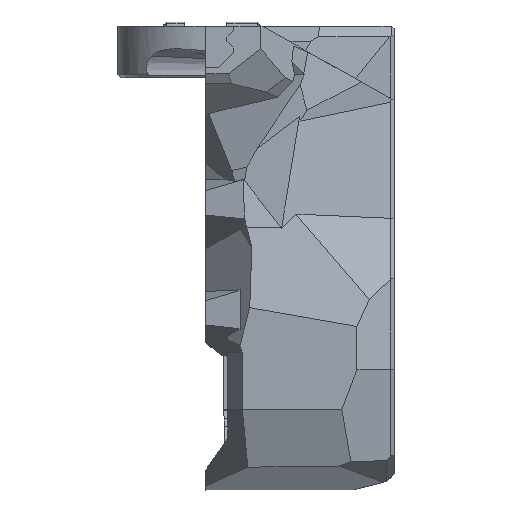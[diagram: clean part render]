
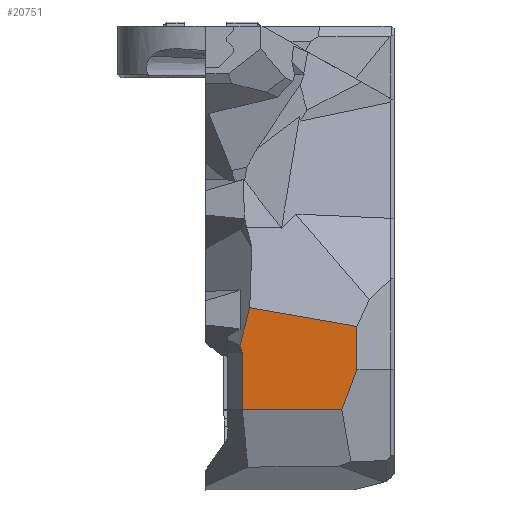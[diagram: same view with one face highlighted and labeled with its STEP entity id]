
A CAD part, left-side view. The second image highlights one B-rep face of the part: STEP entity #20751.
In plain terms, the highlighted planar face has unit normal (-0.999, 0.047, 0).
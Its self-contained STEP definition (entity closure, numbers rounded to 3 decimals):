
#17633=CARTESIAN_POINT('',(-34.22,-5.336,5.768));
#17634=VERTEX_POINT('',#17633);
#17873=CARTESIAN_POINT('',(-35.006,-21.999,11.587));
#17874=VERTEX_POINT('',#17873);
#17881=CARTESIAN_POINT('',(-34.902,-19.801,5.768));
#17882=VERTEX_POINT('',#17881);
#17883=CARTESIAN_POINT('',(-34.902,-19.801,5.768));
#17884=DIRECTION('',(-0.017,-0.353,0.935));
#17885=VECTOR('',#17884,6.221);
#17886=LINE('',#17883,#17885);
#17887=EDGE_CURVE('',#17882,#17874,#17886,.T.);
#17910=CARTESIAN_POINT('',(-34.22,-5.336,5.768));
#17911=DIRECTION('',(-0.047,-0.999,0.));
#17912=VECTOR('',#17911,14.481);
#17913=LINE('',#17910,#17912);
#17914=EDGE_CURVE('',#17634,#17882,#17913,.T.);
#17929=CARTESIAN_POINT('',(-34.22,-5.336,14.068));
#17930=VERTEX_POINT('',#17929);
#17931=CARTESIAN_POINT('',(-34.22,-5.336,5.768));
#17932=DIRECTION('',(0.,0.,1.));
#17933=VECTOR('',#17932,8.3);
#17934=LINE('',#17931,#17933);
#17935=EDGE_CURVE('',#17634,#17930,#17934,.T.);
#20512=CARTESIAN_POINT('',(-34.204,-4.997,15.115));
#20513=VERTEX_POINT('',#20512);
#20514=CARTESIAN_POINT('',(-34.22,-5.336,14.068));
#20515=DIRECTION('',(0.015,0.308,0.951));
#20516=VECTOR('',#20515,1.101);
#20517=LINE('',#20514,#20516);
#20518=EDGE_CURVE('',#17930,#20513,#20517,.T.);
#20689=CARTESIAN_POINT('',(-35.006,-21.999,17.854));
#20690=VERTEX_POINT('',#20689);
#20691=CARTESIAN_POINT('',(-35.006,-21.999,11.587));
#20692=DIRECTION('',(0.,0.,1.));
#20693=VECTOR('',#20692,6.267);
#20694=LINE('',#20691,#20693);
#20695=EDGE_CURVE('',#17874,#20690,#20694,.T.);
#20725=CARTESIAN_POINT('',(-34.22,-5.336,5.768));
#20726=DIRECTION('',(-0.999,0.047,0.));
#20727=DIRECTION('',(-0.047,-0.999,0.));
#20728=AXIS2_PLACEMENT_3D('',#20725,#20726,#20727);
#20729=PLANE('',#20728);
#20730=ORIENTED_EDGE('',*,*,#20695,.T.);
#20731=CARTESIAN_POINT('',(-34.271,-6.417,20.579));
#20732=VERTEX_POINT('',#20731);
#20733=CARTESIAN_POINT('',(-34.271,-6.417,20.579));
#20734=DIRECTION('',(-0.046,-0.984,-0.172));
#20735=VECTOR('',#20734,15.835);
#20736=LINE('',#20733,#20735);
#20737=EDGE_CURVE('',#20732,#20690,#20736,.T.);
#20738=ORIENTED_EDGE('',*,*,#20737,.F.);
#20739=CARTESIAN_POINT('',(-34.204,-4.997,15.115));
#20740=DIRECTION('',(-0.012,-0.252,0.968));
#20741=VECTOR('',#20740,5.646);
#20742=LINE('',#20739,#20741);
#20743=EDGE_CURVE('',#20513,#20732,#20742,.T.);
#20744=ORIENTED_EDGE('',*,*,#20743,.F.);
#20745=ORIENTED_EDGE('',*,*,#20518,.F.);
#20746=ORIENTED_EDGE('',*,*,#17935,.F.);
#20747=ORIENTED_EDGE('',*,*,#17914,.T.);
#20748=ORIENTED_EDGE('',*,*,#17887,.T.);
#20749=EDGE_LOOP('',(#20730,#20738,#20744,#20745,#20746,#20747,#20748));
#20750=FACE_BOUND('',#20749,.T.);
#20751=ADVANCED_FACE('',(#20750),#20729,.T.);
